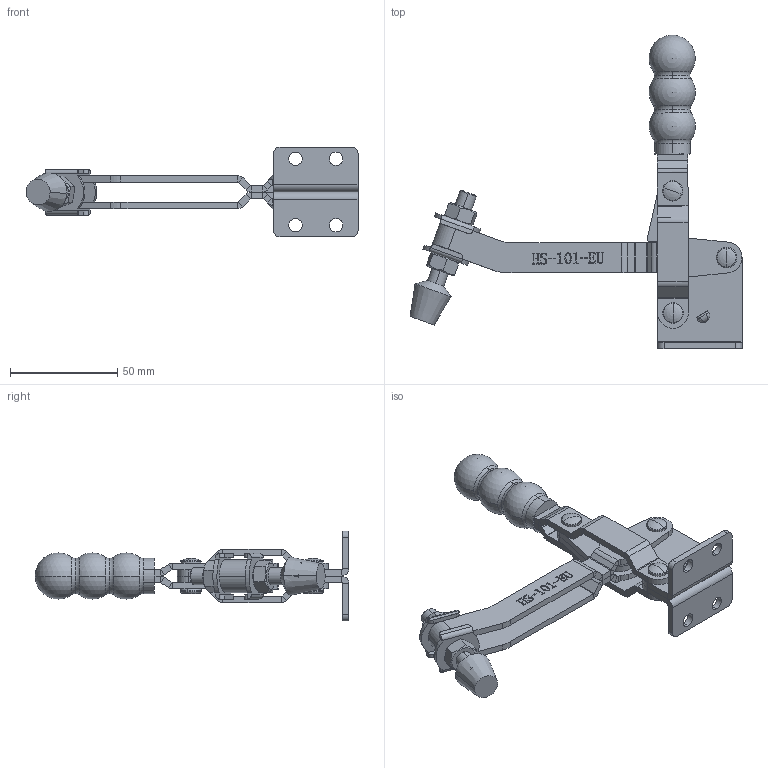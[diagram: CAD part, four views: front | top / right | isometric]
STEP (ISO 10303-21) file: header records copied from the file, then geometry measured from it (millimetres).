
FILE_DESCRIPTION (( 'STEP AP203' ), '1' );
FILE_NAME ('HS-101-EU .STEP', '2019-10-14T10:32:02', ( '微软用户' ), ( '微软中国' ), 'SwSTEP 2.0', 'SolidWorks 2012', '' );
FILE_SCHEMA (( 'CONFIG_CONTROL_DESIGN' ));
Length unit declared in the file: millimetre
Products named in the file (12): HS-101-EU ; hex nuts, style 1-grades ab gb_GB_FASTENER_NUT_SNAB1 M8-N; FW-516; hexagon head bolts-full thread gb_GB_FASTENER_BOLT_STBAB A M8X50-C; 揤輸; 揤參; 种; 忒梟; 忒參; 蟀裝; 楊擘菁釱衵; 楊擘菁釱酘
Assembly tree (18 placements, depth 2):
  HS-101-EU 
    楊擘菁釱酘
    楊擘菁釱衵
    蟀裝  x2
    忒參
    忒梟  x2
    种  x4
    揤參
    揤輸
    hexagon head bolts-full thread gb_GB_FASTENER_BOLT_STBAB A M8X50-C
    FW-516  x2
    hex nuts, style 1-grades ab gb_GB_FASTENER_NUT_SNAB1 M8-N  x2
Bounding box: 154.98 x 146.39 x 42 mm (x, y, z)
Volume: 62518.9 mm3; surface area: 42796.7 mm2
Topology: 18 solids, 18 shells, 904 faces, 2247 edges, 1402 vertices
Faces by surface type: plane 506, cylinder 189, bspline 123, torus 50, cone 30, sphere 6
Entity records: 29020 total; most frequent: CARTESIAN_POINT 10708, ORIENTED_EDGE 3676, DIRECTION 3132, EDGE_CURVE 1838, LINE 1216, VECTOR 1216, VERTEX_POINT 1166, AXIS2_PLACEMENT_3D 958
